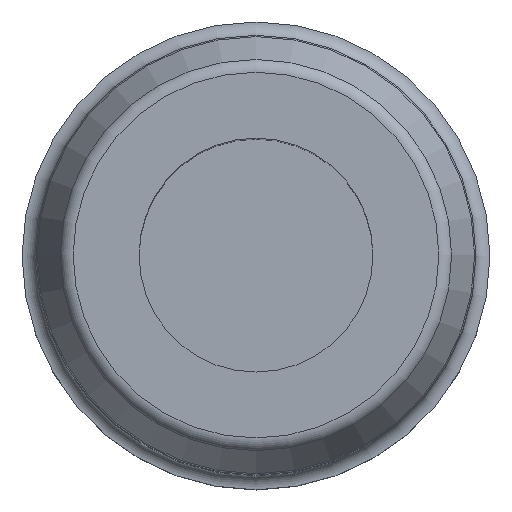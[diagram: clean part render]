
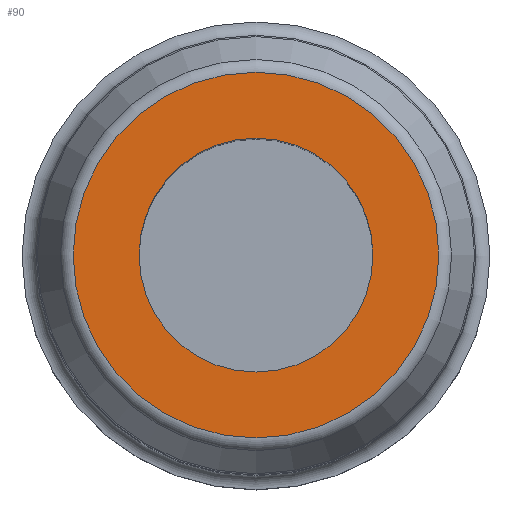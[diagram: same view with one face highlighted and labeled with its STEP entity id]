
A CAD part, top view. The second image highlights one B-rep face of the part: STEP entity #90.
In plain terms, the highlighted planar face has unit normal (0, 0, 1).
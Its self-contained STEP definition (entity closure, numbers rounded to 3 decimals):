
#90=ADVANCED_FACE('',(#110,#111),#105,.T.);
#105=PLANE('',#237);
#110=FACE_BOUND('',#136,.T.);
#111=FACE_BOUND('',#137,.T.);
#136=EDGE_LOOP('',(#164));
#137=EDGE_LOOP('',(#165));
#164=ORIENTED_EDGE('',*,*,#206,.T.);
#165=ORIENTED_EDGE('',*,*,#207,.T.);
#192=VERTEX_POINT('',#326);
#193=VERTEX_POINT('',#328);
#206=EDGE_CURVE('',#192,#192,#220,.T.);
#207=EDGE_CURVE('',#193,#193,#221,.T.);
#220=CIRCLE('',#235,19.545);
#221=CIRCLE('',#236,12.5);
#235=AXIS2_PLACEMENT_3D('',#325,#266,#267);
#236=AXIS2_PLACEMENT_3D('',#327,#268,#269);
#237=AXIS2_PLACEMENT_3D('',#329,#270,#271);
#266=DIRECTION('',(0.,0.,1.));
#267=DIRECTION('',(1.,0.,0.));
#268=DIRECTION('',(0.,0.,-1.));
#269=DIRECTION('',(1.,0.,0.));
#270=DIRECTION('',(0.,0.,1.));
#271=DIRECTION('',(1.,0.,0.));
#325=CARTESIAN_POINT('',(0.,0.,60.));
#326=CARTESIAN_POINT('',(19.545,0.,60.));
#327=CARTESIAN_POINT('',(0.,0.,60.));
#328=CARTESIAN_POINT('',(12.5,0.,60.));
#329=CARTESIAN_POINT('',(-20.5,0.,60.));
